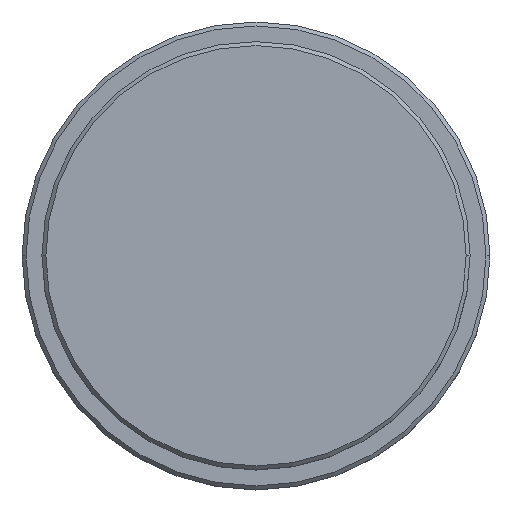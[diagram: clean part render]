
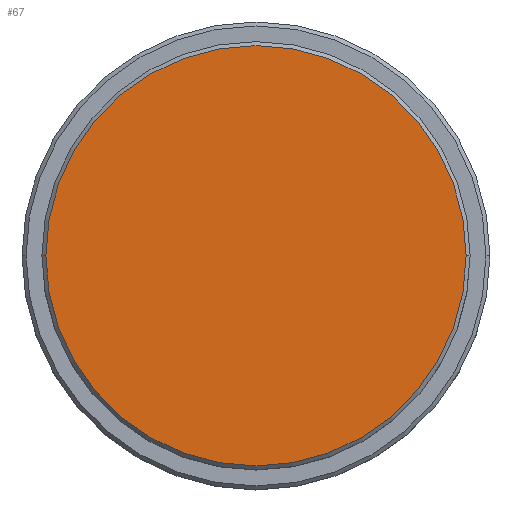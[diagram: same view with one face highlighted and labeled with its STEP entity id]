
A CAD part, top view. The second image highlights one B-rep face of the part: STEP entity #67.
In plain terms, the highlighted planar face has unit normal (0, 0, 1).
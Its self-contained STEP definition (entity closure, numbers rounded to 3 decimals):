
#10 = CIRCLE ( 'NONE', #952, 26.5 ) ;
#65 = CARTESIAN_POINT ( 'NONE',  ( -26.5, 0., 0. ) ) ;
#67 = ADVANCED_FACE ( 'NONE', ( #921 ), #141, .T. ) ;
#99 = CARTESIAN_POINT ( 'NONE',  ( 0., 0., 0. ) ) ;
#101 = ORIENTED_EDGE ( 'NONE', *, *, #1339, .T. ) ;
#141 = PLANE ( 'NONE',  #1238 ) ;
#183 = DIRECTION ( 'NONE',  ( 1., 0., 0. ) ) ;
#184 = VERTEX_POINT ( 'NONE', #65 ) ;
#237 = CARTESIAN_POINT ( 'NONE',  ( 26.5, 0., 0. ) ) ;
#340 = EDGE_CURVE ( 'NONE', #184, #375, #10, .T. ) ;
#361 = EDGE_LOOP ( 'NONE', ( #861, #101 ) ) ;
#375 = VERTEX_POINT ( 'NONE', #237 ) ;
#379 = DIRECTION ( 'NONE',  ( 0., 0., 1. ) ) ;
#460 = AXIS2_PLACEMENT_3D ( 'NONE', #99, #751, #183 ) ;
#474 = CARTESIAN_POINT ( 'NONE',  ( 0., 0., 0. ) ) ;
#481 = DIRECTION ( 'NONE',  ( 1., 0., 0. ) ) ;
#499 = DIRECTION ( 'NONE',  ( 0., 0., 1. ) ) ;
#623 = CARTESIAN_POINT ( 'NONE',  ( 0., 0., 0. ) ) ;
#720 = DIRECTION ( 'NONE',  ( 1., 0., 0. ) ) ;
#751 = DIRECTION ( 'NONE',  ( 0., 0., 1. ) ) ;
#861 = ORIENTED_EDGE ( 'NONE', *, *, #340, .T. ) ;
#921 = FACE_OUTER_BOUND ( 'NONE', #361, .T. ) ;
#952 = AXIS2_PLACEMENT_3D ( 'NONE', #623, #499, #720 ) ;
#1238 = AXIS2_PLACEMENT_3D ( 'NONE', #474, #379, #481 ) ;
#1243 = CIRCLE ( 'NONE', #460, 26.5 ) ;
#1339 = EDGE_CURVE ( 'NONE', #375, #184, #1243, .T. ) ;
